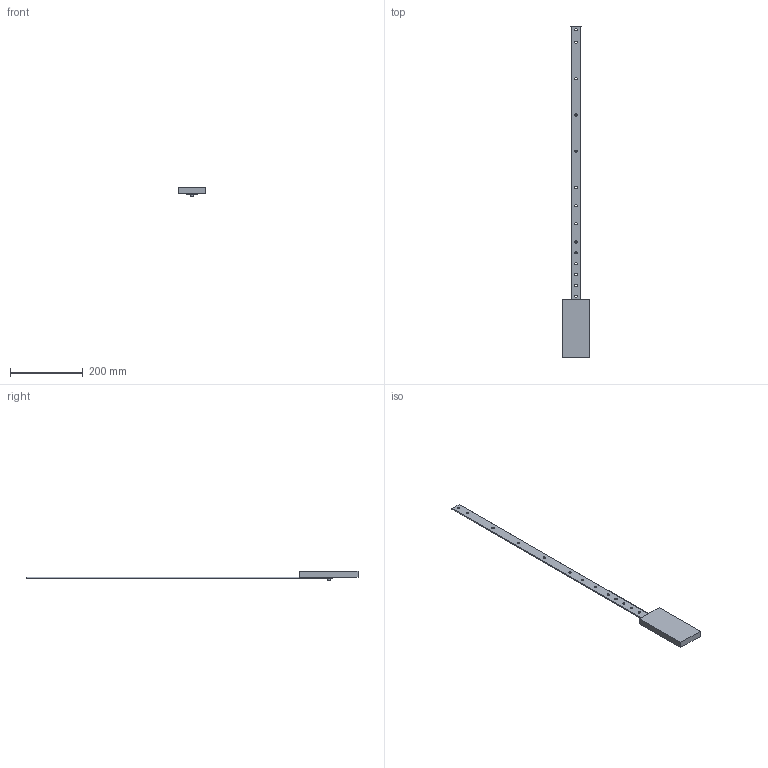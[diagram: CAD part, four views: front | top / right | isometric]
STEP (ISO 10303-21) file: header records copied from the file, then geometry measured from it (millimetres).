
FILE_DESCRIPTION(/* description */ ('Unknown'),/* implementation_level */ '2;1');
FILE_NAME(/* name */ 'Posicion1',/* time_stamp */ '2024-02-07T17:55:26+01:00',/* author */ ('Unknown'),/* organization */ ('Unknown'),/* preprocessor_version */ 'ST-DEVELOPER v18.102',/* originating_system */ 'Solid Edge',/* authorisation */ 'Unknown');
FILE_SCHEMA (('AUTOMOTIVE_DESIGN {1 0 10303 214 3 1 1}'));
Length unit declared in the file: millimetre
Products named in the file (3): Posicion1; Pletina; Movil
Assembly tree (2 placements, depth 2):
  Posicion1
    Pletina
    Movil
Bounding box: 75 x 915 x 27.25 mm (x, y, z)
Volume: 280057.4 mm3; surface area: 85995 mm2
Topology: 2 solids, 2 shells, 31 faces, 95 edges, 69 vertices
Faces by surface type: cylinder 20, plane 11
Full cylindrical faces by diameter (mm): 6.5 x18
Entity records: 1006 total; most frequent: DIRECTION 168, CARTESIAN_POINT 146, ORIENTED_EDGE 120, EDGE_LOOP 84, FACE_BOUND 84, AXIS2_PLACEMENT_3D 74, EDGE_CURVE 60, VERTEX_POINT 52
